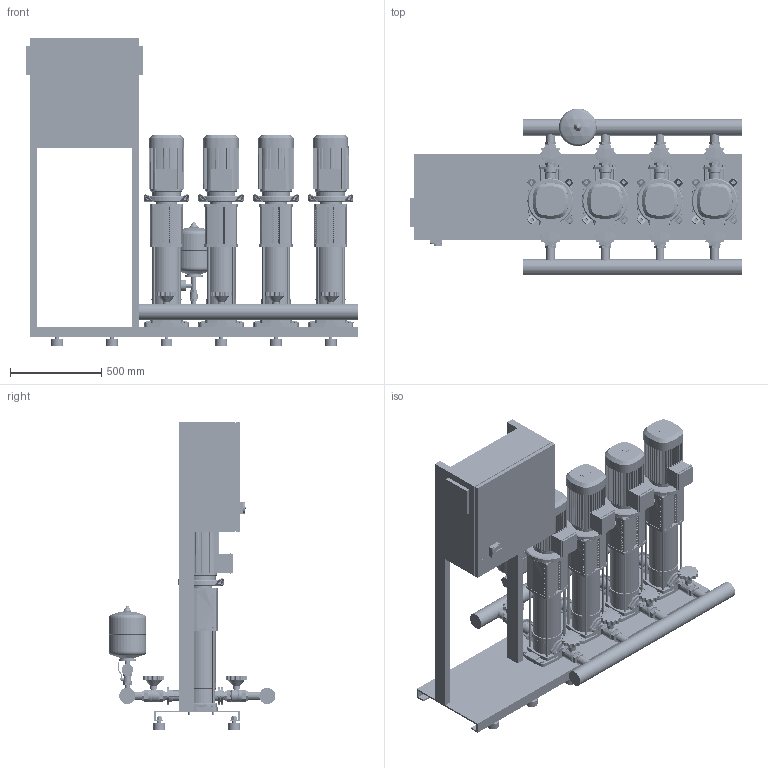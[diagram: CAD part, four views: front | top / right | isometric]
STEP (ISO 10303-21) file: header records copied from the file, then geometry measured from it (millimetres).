
FILE_DESCRIPTION((''),'2;1');
FILE_NAME('3d_CO-4HELIXV1009_K_CC-01-2534125.stp','2016-01-25T09:03:00',(''),(''),'Mechanical Desktop 2009','Mechanical Desktop 2009',', , ');
FILE_SCHEMA(('CONFIG_CONTROL_DESIGN'));
Length unit declared in the file: millimetre
Products named in the file (1): Product
Bounding box: 1820 x 914.45 x 1685 mm (x, y, z)
Volume: 245128570.8 mm3; surface area: 13817826.5 mm2
Topology: 199 solids, 199 shells, 6861 faces, 17879 edges, 11707 vertices
Faces by surface type: plane 2945, bspline 1738, cylinder 1732, cone 316, torus 104, sphere 26
Entity records: 224290 total; most frequent: CARTESIAN_POINT 56052, ORIENTED_EDGE 35726, DIRECTION 32809, EDGE_CURVE 17863, VERTEX_POINT 11702, VECTOR 11485, LINE 11485, AXIS2_PLACEMENT_3D 10662
